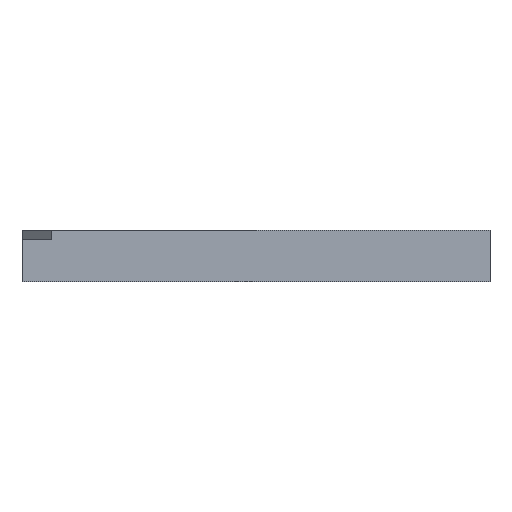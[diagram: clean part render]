
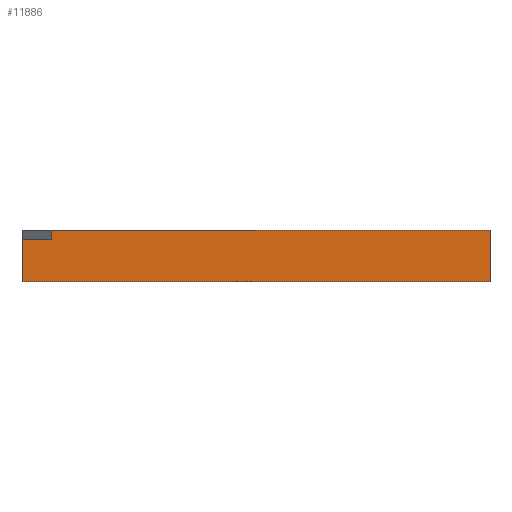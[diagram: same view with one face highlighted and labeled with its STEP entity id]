
A CAD part, left-side view. The second image highlights one B-rep face of the part: STEP entity #11886.
In plain terms, the highlighted planar face has unit normal (-1, 0, 0).
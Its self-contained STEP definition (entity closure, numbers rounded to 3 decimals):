
#31 = ORIENTED_EDGE ( 'NONE', *, *, #4652, .T. ) ;
#137 = CARTESIAN_POINT ( 'NONE',  ( -78., -78., 17. ) ) ;
#315 = ORIENTED_EDGE ( 'NONE', *, *, #11885, .F. ) ;
#503 = VECTOR ( 'NONE', #1675, 1000. ) ;
#570 = CARTESIAN_POINT ( 'NONE',  ( -78., -78., 17. ) ) ;
#791 = LINE ( 'NONE', #13953, #19007 ) ;
#1675 = DIRECTION ( 'NONE',  ( 0., -1., 0. ) ) ;
#1764 = VECTOR ( 'NONE', #16286, 1000. ) ;
#2149 = DIRECTION ( 'NONE',  ( 0., -1., 0. ) ) ;
#2209 = LINE ( 'NONE', #3655, #7319 ) ;
#2840 = VERTEX_POINT ( 'NONE', #9575 ) ;
#3277 = VERTEX_POINT ( 'NONE', #18736 ) ;
#3481 = LINE ( 'NONE', #570, #18683 ) ;
#3637 = LINE ( 'NONE', #17919, #1764 ) ;
#3655 = CARTESIAN_POINT ( 'NONE',  ( -78., 78., 14. ) ) ;
#3746 = EDGE_CURVE ( 'NONE', #2840, #13006, #7633, .T. ) ;
#4652 = EDGE_CURVE ( 'NONE', #5636, #2840, #791, .T. ) ;
#4797 = CARTESIAN_POINT ( 'NONE',  ( -78., 68., 14. ) ) ;
#4798 = DIRECTION ( 'NONE',  ( 1., 0., 0. ) ) ;
#5636 = VERTEX_POINT ( 'NONE', #5874 ) ;
#5874 = CARTESIAN_POINT ( 'NONE',  ( -78., 78., 14. ) ) ;
#7081 = ORIENTED_EDGE ( 'NONE', *, *, #8654, .F. ) ;
#7319 = VECTOR ( 'NONE', #2149, 1000. ) ;
#7633 = LINE ( 'NONE', #17685, #503 ) ;
#7699 = ORIENTED_EDGE ( 'NONE', *, *, #12811, .F. ) ;
#7922 = LINE ( 'NONE', #4797, #13913 ) ;
#8374 = VERTEX_POINT ( 'NONE', #137 ) ;
#8654 = EDGE_CURVE ( 'NONE', #9360, #8374, #3481, .T. ) ;
#9360 = VERTEX_POINT ( 'NONE', #12331 ) ;
#9575 = CARTESIAN_POINT ( 'NONE',  ( -78., 78., 0. ) ) ;
#9768 = CARTESIAN_POINT ( 'NONE',  ( -78., -78., 0. ) ) ;
#10413 = PLANE ( 'NONE',  #17238 ) ;
#11025 = ORIENTED_EDGE ( 'NONE', *, *, #15242, .F. ) ;
#11885 = EDGE_CURVE ( 'NONE', #8374, #13006, #3637, .T. ) ;
#11886 = ADVANCED_FACE ( 'NONE', ( #13077 ), #10413, .F. ) ;
#12036 = CARTESIAN_POINT ( 'NONE',  ( -78., -78., 17. ) ) ;
#12331 = CARTESIAN_POINT ( 'NONE',  ( -78., 68., 17. ) ) ;
#12811 = EDGE_CURVE ( 'NONE', #5636, #3277, #2209, .T. ) ;
#13006 = VERTEX_POINT ( 'NONE', #9768 ) ;
#13077 = FACE_OUTER_BOUND ( 'NONE', #15064, .T. ) ;
#13652 = DIRECTION ( 'NONE',  ( 0., -1., 0. ) ) ;
#13913 = VECTOR ( 'NONE', #14932, 1000. ) ;
#13953 = CARTESIAN_POINT ( 'NONE',  ( -78., 78., 17. ) ) ;
#14932 = DIRECTION ( 'NONE',  ( 0., 0., 1. ) ) ;
#14933 = DIRECTION ( 'NONE',  ( 0., 0., -1. ) ) ;
#15064 = EDGE_LOOP ( 'NONE', ( #7081, #11025, #7699, #31, #17409, #315 ) ) ;
#15242 = EDGE_CURVE ( 'NONE', #3277, #9360, #7922, .T. ) ;
#16286 = DIRECTION ( 'NONE',  ( 0., 0., -1. ) ) ;
#16841 = DIRECTION ( 'NONE',  ( 0., 0., -1. ) ) ;
#17238 = AXIS2_PLACEMENT_3D ( 'NONE', #12036, #4798, #14933 ) ;
#17409 = ORIENTED_EDGE ( 'NONE', *, *, #3746, .T. ) ;
#17685 = CARTESIAN_POINT ( 'NONE',  ( -78., -78., 0. ) ) ;
#17919 = CARTESIAN_POINT ( 'NONE',  ( -78., -78., 17. ) ) ;
#18683 = VECTOR ( 'NONE', #13652, 1000. ) ;
#18736 = CARTESIAN_POINT ( 'NONE',  ( -78., 68., 14. ) ) ;
#19007 = VECTOR ( 'NONE', #16841, 1000. ) ;
